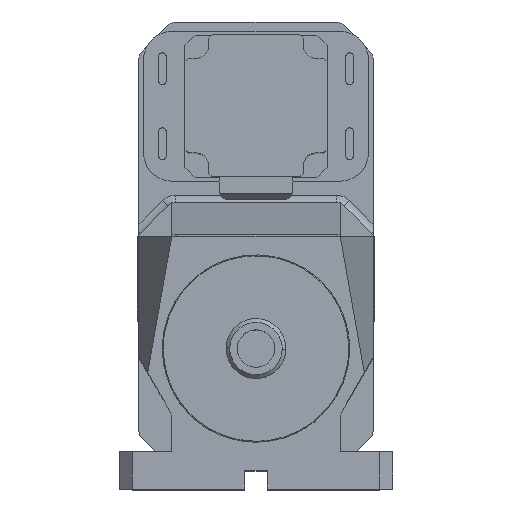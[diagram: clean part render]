
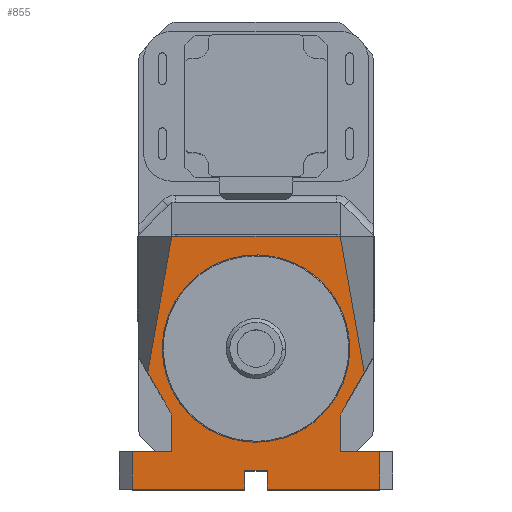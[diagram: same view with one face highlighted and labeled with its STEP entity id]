
A CAD part, top view. The second image highlights one B-rep face of the part: STEP entity #855.
In plain terms, the highlighted planar face has unit normal (0, 0, 1).
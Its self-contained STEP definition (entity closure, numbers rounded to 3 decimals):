
#767 = VERTEX_POINT ( 'NONE', #3218 ) ;
#803 = EDGE_CURVE ( 'NONE', #1506, #804, #3248, .T. ) ;
#804 = VERTEX_POINT ( 'NONE', #3244 ) ;
#828 = EDGE_CURVE ( 'NONE', #1449, #767, #3277, .T. ) ;
#848 = VERTEX_POINT ( 'NONE', #3304 ) ;
#849 = ORIENTED_EDGE ( 'NONE', *, *, #876, .F. ) ;
#850 = ORIENTED_EDGE ( 'NONE', *, *, #851, .F. ) ;
#851 = EDGE_CURVE ( 'NONE', #891, #874, #3303, .T. ) ;
#855 = ADVANCED_FACE ( 'NONE', ( #3295 ), #3294, .F. ) ;
#857 = EDGE_CURVE ( 'NONE', #848, #1452, #3348, .T. ) ;
#859 = EDGE_LOOP ( 'NONE', ( #913, #914, #915, #849, #850, #892, #895, #897, #942, #943, #944, #969, #885, #887, #888, #889, #890, #946 ) ) ;
#874 = VERTEX_POINT ( 'NONE', #3331 ) ;
#876 = EDGE_CURVE ( 'NONE', #874, #1462, #3330, .T. ) ;
#883 = EDGE_CURVE ( 'NONE', #945, #884, #3326, .T. ) ;
#884 = VERTEX_POINT ( 'NONE', #3384 ) ;
#885 = ORIENTED_EDGE ( 'NONE', *, *, #886, .T. ) ;
#886 = EDGE_CURVE ( 'NONE', #884, #804, #3383, .T. ) ;
#887 = ORIENTED_EDGE ( 'NONE', *, *, #803, .F. ) ;
#888 = ORIENTED_EDGE ( 'NONE', *, *, #1512, .F. ) ;
#889 = ORIENTED_EDGE ( 'NONE', *, *, #1503, .F. ) ;
#890 = ORIENTED_EDGE ( 'NONE', *, *, #1479, .F. ) ;
#891 = VERTEX_POINT ( 'NONE', #3379 ) ;
#892 = ORIENTED_EDGE ( 'NONE', *, *, #893, .T. ) ;
#893 = EDGE_CURVE ( 'NONE', #891, #894, #3378, .T. ) ;
#894 = VERTEX_POINT ( 'NONE', #3373 ) ;
#895 = ORIENTED_EDGE ( 'NONE', *, *, #896, .F. ) ;
#896 = EDGE_CURVE ( 'NONE', #767, #894, #3372, .T. ) ;
#897 = ORIENTED_EDGE ( 'NONE', *, *, #828, .F. ) ;
#913 = ORIENTED_EDGE ( 'NONE', *, *, #1523, .F. ) ;
#914 = ORIENTED_EDGE ( 'NONE', *, *, #1435, .F. ) ;
#915 = ORIENTED_EDGE ( 'NONE', *, *, #1464, .F. ) ;
#942 = ORIENTED_EDGE ( 'NONE', *, *, #1455, .F. ) ;
#943 = ORIENTED_EDGE ( 'NONE', *, *, #857, .F. ) ;
#944 = ORIENTED_EDGE ( 'NONE', *, *, #968, .T. ) ;
#945 = VERTEX_POINT ( 'NONE', #3432 ) ;
#946 = ORIENTED_EDGE ( 'NONE', *, *, #1566, .F. ) ;
#968 = EDGE_CURVE ( 'NONE', #848, #945, #3458, .T. ) ;
#969 = ORIENTED_EDGE ( 'NONE', *, *, #883, .T. ) ;
#1430 = VERTEX_POINT ( 'NONE', #4507 ) ;
#1435 = EDGE_CURVE ( 'NONE', #1458, #1430, #4502, .T. ) ;
#1439 = VERTEX_POINT ( 'NONE', #4552 ) ;
#1449 = VERTEX_POINT ( 'NONE', #4542 ) ;
#1452 = VERTEX_POINT ( 'NONE', #4537 ) ;
#1455 = EDGE_CURVE ( 'NONE', #1452, #1449, #4535, .T. ) ;
#1458 = VERTEX_POINT ( 'NONE', #4124 ) ;
#1462 = VERTEX_POINT ( 'NONE', #4259 ) ;
#1464 = EDGE_CURVE ( 'NONE', #1462, #1458, #4258, .T. ) ;
#1479 = EDGE_CURVE ( 'NONE', #1439, #1480, #5704, .T. ) ;
#1480 = VERTEX_POINT ( 'NONE', #5700 ) ;
#1488 = VERTEX_POINT ( 'NONE', #5757 ) ;
#1503 = EDGE_CURVE ( 'NONE', #1480, #1488, #5751, .T. ) ;
#1506 = VERTEX_POINT ( 'NONE', #5741 ) ;
#1512 = EDGE_CURVE ( 'NONE', #1488, #1506, #5736, .T. ) ;
#1523 = EDGE_CURVE ( 'NONE', #1430, #1524, #5777, .T. ) ;
#1524 = VERTEX_POINT ( 'NONE', #5773 ) ;
#1566 = EDGE_CURVE ( 'NONE', #1524, #1439, #5838, .T. ) ;
#3218 = CARTESIAN_POINT ( 'NONE',  ( 57.833, -12.78, 279. ) ) ;
#3244 = CARTESIAN_POINT ( 'NONE',  ( -45., -55., 279. ) ) ;
#3245 = DIRECTION ( 'NONE',  ( 1., 0., 0. ) ) ;
#3246 = VECTOR ( 'NONE', #3245, 1000. ) ;
#3247 = CARTESIAN_POINT ( 'NONE',  ( -73., -55., 279. ) ) ;
#3248 = LINE ( 'NONE', #3247, #3246 ) ;
#3274 = DIRECTION ( 'NONE',  ( 0.174, -0.985, 0. ) ) ;
#3275 = VECTOR ( 'NONE', #3274, 1000. ) ;
#3276 = CARTESIAN_POINT ( 'NONE',  ( 45., 60., 279. ) ) ;
#3277 = LINE ( 'NONE', #3276, #3275 ) ;
#3292 = AXIS2_PLACEMENT_3D ( 'NONE', #3354, #3353, #3352 ) ;
#3294 = PLANE ( 'NONE',  #3292 ) ;
#3295 = FACE_OUTER_BOUND ( 'NONE', #859, .T. ) ;
#3300 = DIRECTION ( 'NONE',  ( 0., -1., 0. ) ) ;
#3301 = VECTOR ( 'NONE', #3300, 1000. ) ;
#3302 = CARTESIAN_POINT ( 'NONE',  ( 45., -35., 279. ) ) ;
#3303 = LINE ( 'NONE', #3302, #3301 ) ;
#3304 = CARTESIAN_POINT ( 'NONE',  ( -57.833, -12.78, 279. ) ) ;
#3324 = CARTESIAN_POINT ( 'NONE',  ( -50., -36.34, 279. ) ) ;
#3325 = AXIS2_PLACEMENT_3D ( 'NONE', #3324, #3386, #3385 ) ;
#3326 = CIRCLE ( 'NONE', #3325, 5. ) ;
#3327 = DIRECTION ( 'NONE',  ( 1., 0., 0. ) ) ;
#3328 = VECTOR ( 'NONE', #3327, 1000. ) ;
#3329 = CARTESIAN_POINT ( 'NONE',  ( -73., -55., 279. ) ) ;
#3330 = LINE ( 'NONE', #3329, #3328 ) ;
#3331 = CARTESIAN_POINT ( 'NONE',  ( 45., -55., 279. ) ) ;
#3345 = DIRECTION ( 'NONE',  ( 0.174, 0.985, 0. ) ) ;
#3346 = VECTOR ( 'NONE', #3345, 1000. ) ;
#3347 = CARTESIAN_POINT ( 'NONE',  ( -57.833, -12.78, 279. ) ) ;
#3348 = LINE ( 'NONE', #3347, #3346 ) ;
#3352 = DIRECTION ( 'NONE',  ( -1., 0., 0. ) ) ;
#3353 = DIRECTION ( 'NONE',  ( 0., 0., -1. ) ) ;
#3354 = CARTESIAN_POINT ( 'NONE',  ( -73., 60., 279. ) ) ;
#3369 = DIRECTION ( 'NONE',  ( -0.5, -0.866, 0. ) ) ;
#3370 = VECTOR ( 'NONE', #3369, 1000. ) ;
#3371 = CARTESIAN_POINT ( 'NONE',  ( 45., -35., 279. ) ) ;
#3372 = LINE ( 'NONE', #3371, #3370 ) ;
#3373 = CARTESIAN_POINT ( 'NONE',  ( 45.67, -33.839, 279. ) ) ;
#3374 = DIRECTION ( 'NONE',  ( -1., 0., 0. ) ) ;
#3375 = DIRECTION ( 'NONE',  ( 0., 0., -1. ) ) ;
#3376 = CARTESIAN_POINT ( 'NONE',  ( 50., -36.34, 279. ) ) ;
#3377 = AXIS2_PLACEMENT_3D ( 'NONE', #3376, #3375, #3374 ) ;
#3378 = CIRCLE ( 'NONE', #3377, 5. ) ;
#3379 = CARTESIAN_POINT ( 'NONE',  ( 45., -36.34, 279. ) ) ;
#3380 = DIRECTION ( 'NONE',  ( 0., -1., 0. ) ) ;
#3381 = VECTOR ( 'NONE', #3380, 1000. ) ;
#3382 = CARTESIAN_POINT ( 'NONE',  ( -45., -35., 279. ) ) ;
#3383 = LINE ( 'NONE', #3382, #3381 ) ;
#3384 = CARTESIAN_POINT ( 'NONE',  ( -45., -36.34, 279. ) ) ;
#3385 = DIRECTION ( 'NONE',  ( -1., 0., 0. ) ) ;
#3386 = DIRECTION ( 'NONE',  ( 0., 0., -1. ) ) ;
#3432 = CARTESIAN_POINT ( 'NONE',  ( -45.67, -33.839, 279. ) ) ;
#3455 = DIRECTION ( 'NONE',  ( 0.5, -0.866, 0. ) ) ;
#3456 = VECTOR ( 'NONE', #3455, 1000. ) ;
#3457 = CARTESIAN_POINT ( 'NONE',  ( -45., -35., 279. ) ) ;
#3458 = LINE ( 'NONE', #3457, #3456 ) ;
#4124 = CARTESIAN_POINT ( 'NONE',  ( 66., -75., 279. ) ) ;
#4255 = DIRECTION ( 'NONE',  ( 0., -1., 0. ) ) ;
#4256 = VECTOR ( 'NONE', #4255, 1000. ) ;
#4257 = CARTESIAN_POINT ( 'NONE',  ( 66., 60., 279. ) ) ;
#4258 = LINE ( 'NONE', #4257, #4256 ) ;
#4259 = CARTESIAN_POINT ( 'NONE',  ( 66., -55., 279. ) ) ;
#4499 = DIRECTION ( 'NONE',  ( -1., 0., 0. ) ) ;
#4500 = VECTOR ( 'NONE', #4499, 1000. ) ;
#4501 = CARTESIAN_POINT ( 'NONE',  ( -73., -75., 279. ) ) ;
#4502 = LINE ( 'NONE', #4501, #4500 ) ;
#4507 = CARTESIAN_POINT ( 'NONE',  ( 6., -75., 279. ) ) ;
#4532 = DIRECTION ( 'NONE',  ( 1., 0., 0. ) ) ;
#4533 = VECTOR ( 'NONE', #4532, 1000. ) ;
#4534 = CARTESIAN_POINT ( 'NONE',  ( -73., 60., 279. ) ) ;
#4535 = LINE ( 'NONE', #4534, #4533 ) ;
#4537 = CARTESIAN_POINT ( 'NONE',  ( -45., 60., 279. ) ) ;
#4542 = CARTESIAN_POINT ( 'NONE',  ( 45., 60., 279. ) ) ;
#4552 = CARTESIAN_POINT ( 'NONE',  ( -6., -65., 279. ) ) ;
#5700 = CARTESIAN_POINT ( 'NONE',  ( -6., -75., 279. ) ) ;
#5701 = DIRECTION ( 'NONE',  ( 0., -1., 0. ) ) ;
#5702 = VECTOR ( 'NONE', #5701, 1000. ) ;
#5703 = CARTESIAN_POINT ( 'NONE',  ( -6., 60., 279. ) ) ;
#5704 = LINE ( 'NONE', #5703, #5702 ) ;
#5733 = DIRECTION ( 'NONE',  ( 0., 1., 0. ) ) ;
#5734 = VECTOR ( 'NONE', #5733, 1000. ) ;
#5735 = CARTESIAN_POINT ( 'NONE',  ( -66., 60., 279. ) ) ;
#5736 = LINE ( 'NONE', #5735, #5734 ) ;
#5741 = CARTESIAN_POINT ( 'NONE',  ( -66., -55., 279. ) ) ;
#5748 = DIRECTION ( 'NONE',  ( -1., 0., 0. ) ) ;
#5749 = VECTOR ( 'NONE', #5748, 1000. ) ;
#5750 = CARTESIAN_POINT ( 'NONE',  ( -73., -75., 279. ) ) ;
#5751 = LINE ( 'NONE', #5750, #5749 ) ;
#5757 = CARTESIAN_POINT ( 'NONE',  ( -66., -75., 279. ) ) ;
#5773 = CARTESIAN_POINT ( 'NONE',  ( 6., -65., 279. ) ) ;
#5774 = DIRECTION ( 'NONE',  ( 0., 1., 0. ) ) ;
#5775 = VECTOR ( 'NONE', #5774, 1000. ) ;
#5776 = CARTESIAN_POINT ( 'NONE',  ( 6., 60., 279. ) ) ;
#5777 = LINE ( 'NONE', #5776, #5775 ) ;
#5835 = DIRECTION ( 'NONE',  ( -1., 0., 0. ) ) ;
#5836 = VECTOR ( 'NONE', #5835, 1000. ) ;
#5837 = CARTESIAN_POINT ( 'NONE',  ( -73., -65., 279. ) ) ;
#5838 = LINE ( 'NONE', #5837, #5836 ) ;
